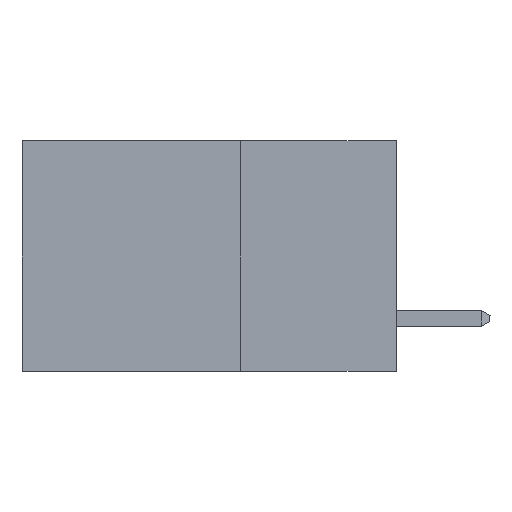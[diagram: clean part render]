
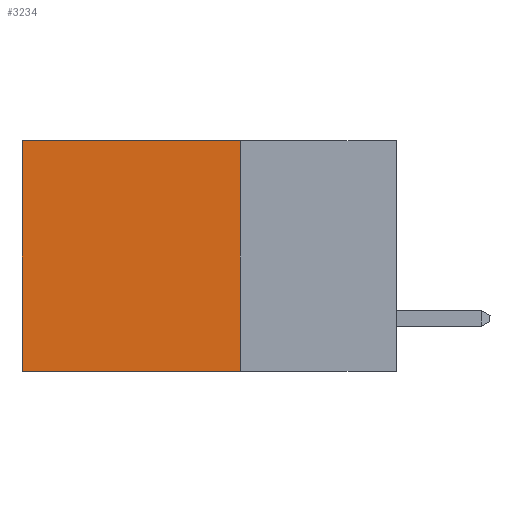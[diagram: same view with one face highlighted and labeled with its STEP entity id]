
A CAD part, left-side view. The second image highlights one B-rep face of the part: STEP entity #3234.
In plain terms, the highlighted planar face has unit normal (-1, 0, 0).
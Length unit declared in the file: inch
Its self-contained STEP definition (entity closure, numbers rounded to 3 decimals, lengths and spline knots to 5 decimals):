
#15 = CARTESIAN_POINT ( 'NONE',  ( 0.2615, 0.25, 0. ) ) ;
#373 = VECTOR ( 'NONE', #614, 39.37008 ) ;
#614 = DIRECTION ( 'NONE',  ( 0., 1., 0. ) ) ;
#616 = LINE ( 'NONE', #9403, #373 ) ;
#1192 = EDGE_CURVE ( 'NONE', #5106, #2034, #2474, .T. ) ;
#1236 = CARTESIAN_POINT ( 'NONE',  ( 0.2615, 0.25, -0.37 ) ) ;
#1530 = EDGE_CURVE ( 'NONE', #3997, #2857, #9418, .T. ) ;
#1576 = ORIENTED_EDGE ( 'NONE', *, *, #5454, .T. ) ;
#2034 = VERTEX_POINT ( 'NONE', #2663 ) ;
#2254 = DIRECTION ( 'NONE',  ( 0., 0., -1. ) ) ;
#2302 = DIRECTION ( 'NONE',  ( 0., 0., -1. ) ) ;
#2317 = DIRECTION ( 'NONE',  ( 1., 0., 0. ) ) ;
#2326 = CARTESIAN_POINT ( 'NONE',  ( 0.2615, 0.25, -0.37 ) ) ;
#2348 = PLANE ( 'NONE',  #6631 ) ;
#2474 = LINE ( 'NONE', #5617, #6182 ) ;
#2663 = CARTESIAN_POINT ( 'NONE',  ( 0.2615, 0.6, -0.37 ) ) ;
#2857 = VERTEX_POINT ( 'NONE', #4619 ) ;
#3234 = ADVANCED_FACE ( 'NONE', ( #5361 ), #2348, .F. ) ;
#3997 = VERTEX_POINT ( 'NONE', #15 ) ;
#4619 = CARTESIAN_POINT ( 'NONE',  ( 0.2615, 0.25, -0.37 ) ) ;
#4681 = CARTESIAN_POINT ( 'NONE',  ( 0.2615, 0.6, 0. ) ) ;
#4928 = VECTOR ( 'NONE', #7686, 39.37008 ) ;
#5106 = VERTEX_POINT ( 'NONE', #4681 ) ;
#5163 = EDGE_CURVE ( 'NONE', #2857, #2034, #6890, .T. ) ;
#5361 = FACE_OUTER_BOUND ( 'NONE', #5936, .T. ) ;
#5454 = EDGE_CURVE ( 'NONE', #3997, #5106, #616, .T. ) ;
#5617 = CARTESIAN_POINT ( 'NONE',  ( 0.2615, 0.6, -0.37 ) ) ;
#5936 = EDGE_LOOP ( 'NONE', ( #8742, #6022, #7929, #1576 ) ) ;
#6022 = ORIENTED_EDGE ( 'NONE', *, *, #5163, .F. ) ;
#6070 = DIRECTION ( 'NONE',  ( 0., 0., -1. ) ) ;
#6182 = VECTOR ( 'NONE', #6070, 39.37008 ) ;
#6631 = AXIS2_PLACEMENT_3D ( 'NONE', #2326, #2317, #2302 ) ;
#6890 = LINE ( 'NONE', #6971, #4928 ) ;
#6971 = CARTESIAN_POINT ( 'NONE',  ( 0.2615, 0.25, -0.37 ) ) ;
#7520 = VECTOR ( 'NONE', #2254, 39.37008 ) ;
#7686 = DIRECTION ( 'NONE',  ( 0., 1., 0. ) ) ;
#7929 = ORIENTED_EDGE ( 'NONE', *, *, #1530, .F. ) ;
#8742 = ORIENTED_EDGE ( 'NONE', *, *, #1192, .T. ) ;
#9403 = CARTESIAN_POINT ( 'NONE',  ( 0.2615, 0.25, 0. ) ) ;
#9418 = LINE ( 'NONE', #1236, #7520 ) ;
